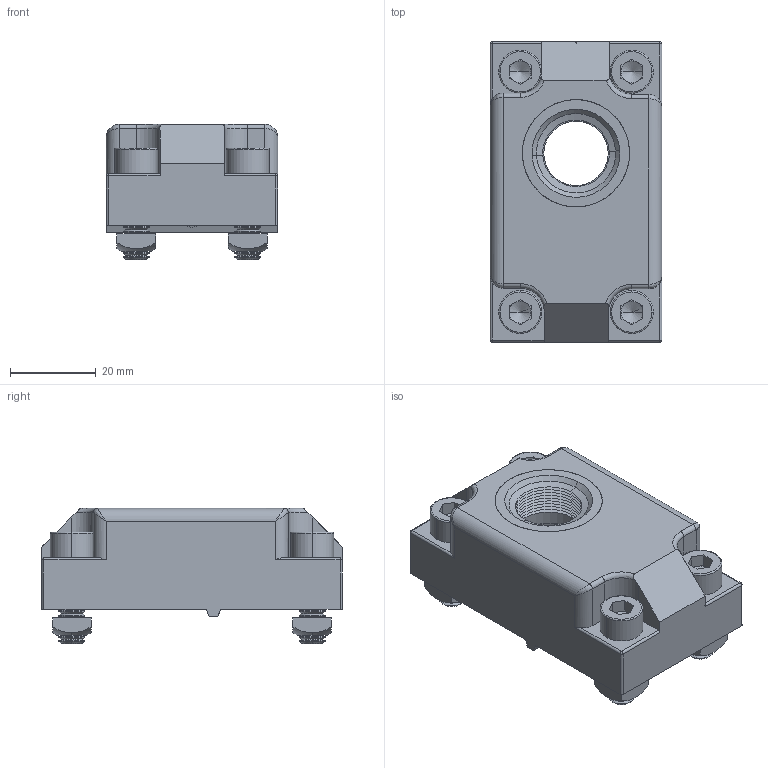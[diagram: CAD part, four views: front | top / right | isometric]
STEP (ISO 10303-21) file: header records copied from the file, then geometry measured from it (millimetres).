
FILE_DESCRIPTION (( 'STEP AP214' ), '1' );
FILE_NAME ('SIC-M231.025.012.STEP', '2019-02-19T13:12:20', ( '' ), ( '' ), 'SwSTEP 2.0', 'SolidWorks 2018', '' );
FILE_SCHEMA (( 'AUTOMOTIVE_DESIGN' ));
Length unit declared in the file: millimetre
Products named in the file (1): SIC-M231.025.012
Bounding box: 40 x 70 x 31.5 mm (x, y, z)
Volume: 50058.6 mm3; surface area: 23713.3 mm2
Topology: 11 solids, 11 shells, 776 faces, 1946 edges, 1192 vertices
Faces by surface type: cone 338, cylinder 237, plane 161, torus 24, sphere 12, bspline 4
Entity records: 32637 total; most frequent: CARTESIAN_POINT 4682, DIRECTION 4494, ORIENTED_EDGE 3860, EDGE_CURVE 1930, AXIS2_PLACEMENT_3D 1820, VERTEX_POINT 1192, CIRCLE 1047, VECTOR 854
